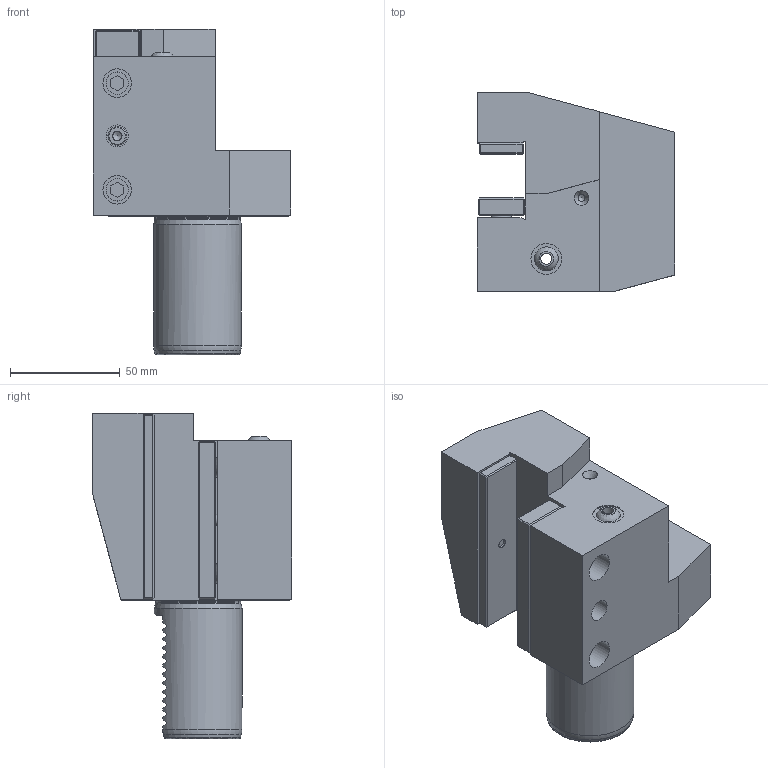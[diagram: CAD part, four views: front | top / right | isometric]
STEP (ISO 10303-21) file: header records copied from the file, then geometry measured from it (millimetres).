
FILE_DESCRIPTION (( 'STEP AP203' ), '1' );
FILE_NAME ('C4 40 25 85 ASSEMBLY.STEP', '2014-12-22T10:23:27', ( '' ), ( '' ), 'SwSTEP 2.0', 'SolidWorks 2014', '' );
FILE_SCHEMA (( 'CONFIG_CONTROL_DESIGN' ));
Length unit declared in the file: millimetre
Products named in the file (2): C4 40 25 85 ASSEMBLY
Bounding box: 90 x 90.5 x 148 mm (x, y, z)
Volume: 469860.7 mm3; surface area: 67590.7 mm2
Topology: 9 solids, 9 shells, 247 faces, 579 edges, 360 vertices
Faces by surface type: plane 172, cylinder 45, cone 21, torus 7, sphere 2
Full cylindrical faces by diameter (mm): 3.15 x2, 4.2 x2, 5 x3, 5.5 x2, 8 x1, 8.5 x2, 9 x1, 10 x2, 10.2 x2, 12 x2, 13 x3, 13.65 x1, 14 x3, 38.7 x1, 40 x1
Entity records: 6825 total; most frequent: CARTESIAN_POINT 1502, DIRECTION 1019, ORIENTED_EDGE 1010, EDGE_CURVE 505, AXIS2_PLACEMENT_3D 349, VERTEX_POINT 341, EDGE_LOOP 330, VECTOR 321
